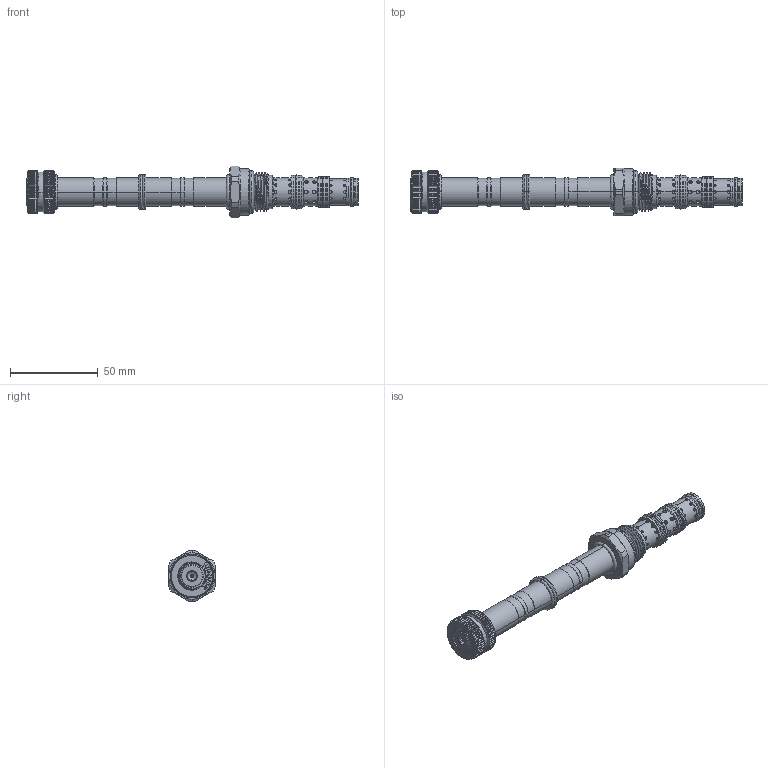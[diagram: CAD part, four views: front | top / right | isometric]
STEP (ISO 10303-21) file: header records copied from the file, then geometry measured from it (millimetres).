
FILE_DESCRIPTION (( 'STEP AP203' ), '1' );
FILE_NAME ('ES10W4C23P04.STEP', '2020-04-10T01:59:50', ( '' ), ( '' ), 'SwSTEP 2.0', 'SolidWorks 2018', '' );
FILE_SCHEMA (( 'CONFIG_CONTROL_DESIGN' ));
Length unit declared in the file: millimetre
Products named in the file (1): ES10W4C23P04
Bounding box: 189.45 x 27 x 29.6 mm (x, y, z)
Volume: 47597.2 mm3; surface area: 20321.4 mm2
Topology: 9 solids, 9 shells, 1380 faces, 3584 edges, 2268 vertices
Faces by surface type: cylinder 652, plane 453, cone 219, torus 42, bspline 14
Entity records: 50957 total; most frequent: CARTESIAN_POINT 18492, ORIENTED_EDGE 7168, DIRECTION 6286, EDGE_CURVE 3584, AXIS2_PLACEMENT_3D 2445, VERTEX_POINT 2268, EDGE_LOOP 1474, LINE 1396
